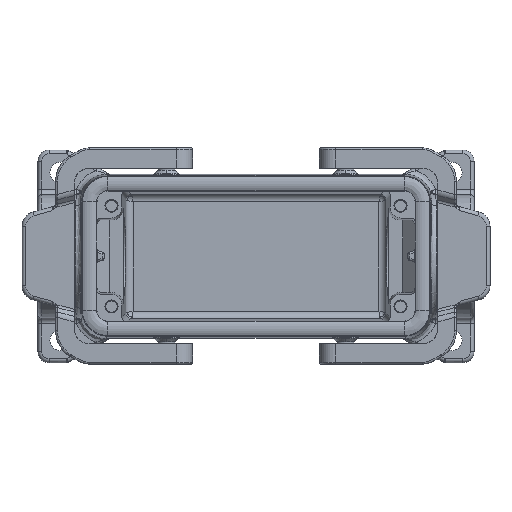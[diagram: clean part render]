
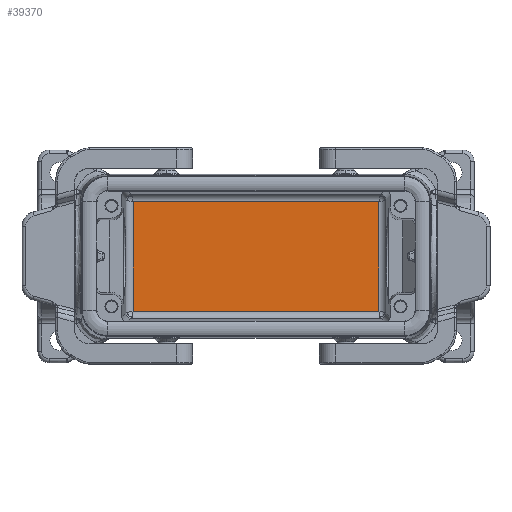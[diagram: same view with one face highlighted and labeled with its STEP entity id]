
A CAD part, top view. The second image highlights one B-rep face of the part: STEP entity #39370.
In plain terms, the highlighted planar face has unit normal (0, 0, 1).
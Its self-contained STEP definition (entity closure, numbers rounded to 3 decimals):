
#20270=CARTESIAN_POINT('',(14.702,32.952,4.));
#20280=VERTEX_POINT('',#20270);
#39000=CARTESIAN_POINT('',(0.,0.,4.));
#39010=DIRECTION('',(0.,-0.,1.));
#39020=DIRECTION('',(0.,1.,0.));
#39030=AXIS2_PLACEMENT_3D('',#39000,#39010,#39020);
#39040=PLANE('',#39030);
#39050=CARTESIAN_POINT('',(0.,32.952,4.));
#39060=DIRECTION('',(1.,0.,0.));
#39070=VECTOR('',#39060,1.);
#39080=LINE('',#39050,#39070);
#39090=CARTESIAN_POINT('',(-14.702,32.952,4.));
#39100=VERTEX_POINT('',#39090);
#39110=EDGE_CURVE('',#39100,#20280,#39080,.T.);
#39120=ORIENTED_EDGE('',*,*,#39110,.F.);
#39130=CARTESIAN_POINT('',(14.702,0.,4.));
#39140=DIRECTION('',(0.,-1.,0.));
#39150=VECTOR('',#39140,1.);
#39160=LINE('',#39130,#39150);
#39170=CARTESIAN_POINT('',(14.702,-32.952,4.));
#39180=VERTEX_POINT('',#39170);
#39190=EDGE_CURVE('',#20280,#39180,#39160,.T.);
#39200=ORIENTED_EDGE('',*,*,#39190,.F.);
#39210=CARTESIAN_POINT('',(0.,-32.952,4.));
#39220=DIRECTION('',(1.,0.,0.));
#39230=VECTOR('',#39220,1.);
#39240=LINE('',#39210,#39230);
#39250=CARTESIAN_POINT('',(-14.702,-32.952,4.));
#39260=VERTEX_POINT('',#39250);
#39270=EDGE_CURVE('',#39260,#39180,#39240,.T.);
#39280=ORIENTED_EDGE('',*,*,#39270,.T.);
#39290=CARTESIAN_POINT('',(-14.702,0.,4.));
#39300=DIRECTION('',(0.,1.,0.));
#39310=VECTOR('',#39300,1.);
#39320=LINE('',#39290,#39310);
#39330=EDGE_CURVE('',#39260,#39100,#39320,.T.);
#39340=ORIENTED_EDGE('',*,*,#39330,.F.);
#39350=EDGE_LOOP('',(#39340,#39280,#39200,#39120));
#39360=FACE_OUTER_BOUND('',#39350,.T.);
#39370=ADVANCED_FACE('',(#39360),#39040,.T.);
